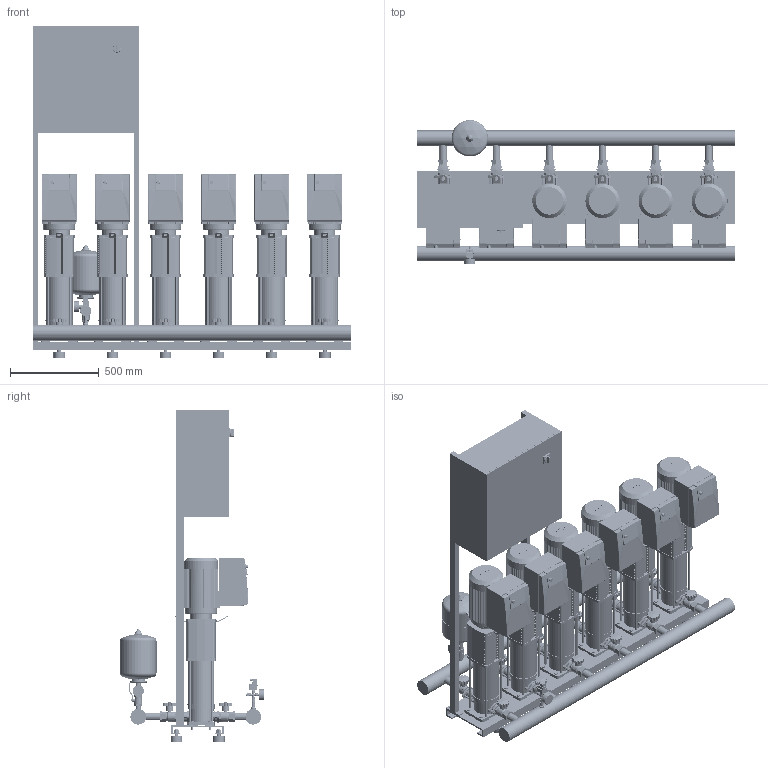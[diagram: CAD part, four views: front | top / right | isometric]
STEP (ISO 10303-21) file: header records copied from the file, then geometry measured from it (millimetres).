
FILE_DESCRIPTION((''),'2;1');
FILE_NAME('3d_COR-6HELIXVE608_K_CCE-01-2539355.stp','2015-10-05T07:23:08',(''),(''),'Mechanical Desktop 2009','Mechanical Desktop 2009',', , ');
FILE_SCHEMA(('CONFIG_CONTROL_DESIGN'));
Length unit declared in the file: millimetre
Products named in the file (1): Product
Bounding box: 1800 x 813 x 1870 mm (x, y, z)
Volume: 301289583.6 mm3; surface area: 15676856 mm2
Topology: 275 solids, 275 shells, 9685 faces, 25361 edges, 16562 vertices
Faces by surface type: plane 4436, bspline 2462, cylinder 2286, cone 297, torus 128, sphere 76
Entity records: 313548 total; most frequent: CARTESIAN_POINT 75946, ORIENTED_EDGE 50526, DIRECTION 45670, EDGE_CURVE 25263, VECTOR 17384, LINE 17384, VERTEX_POINT 16555, AXIS2_PLACEMENT_3D 14143
